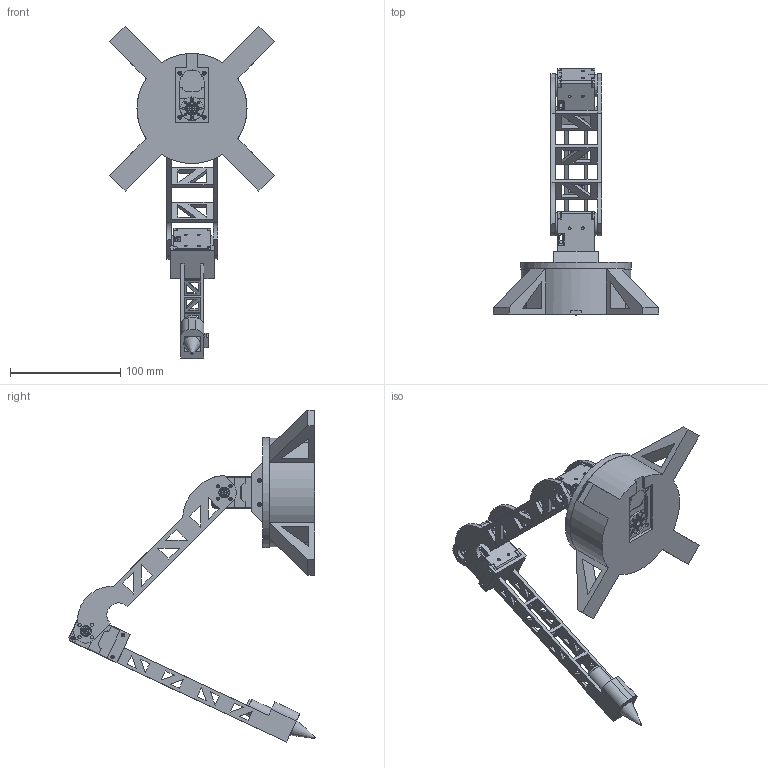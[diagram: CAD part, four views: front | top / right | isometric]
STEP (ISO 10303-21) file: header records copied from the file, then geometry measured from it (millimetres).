
FILE_DESCRIPTION(/* description */ (''),/* implementation_level */ '2;1');
FILE_NAME(/* name */ 'SeminarModel.step',/* time_stamp */ '2025-05-16T14:01:10+02:00',/* author */ (''),/* organization */ (''),/* preprocessor_version */ 'ST-DEVELOPER v20.1',/* originating_system */ 'Autodesk Translation Framework v14.4.0.0',/* authorisation */ '');
FILE_SCHEMA (('AUTOMOTIVE_DESIGN { 1 0 10303 214 3 1 1 }'));
Length unit declared in the file: millimetre
Products named in the file (18): Seminar; DC11_A01_DUMMY_ASM; SeminarBase; SeminarLink90; DC11_A01_DUMMY_ASM_1; SeminarLinkRR; DC11_A01_DUMMY_ASM_2; DC11_A01_DUMMY; DX124_SCREW-COVER; DC11_A01_CASE_CVR_DUMMY; DC11_A01_IDLER_DUMMY; DC11_A01_IDLER_CAP_DUMMY; DC11_A01_IDLER_SCREW; B3B-EH; FHS_M2_5X10; DC11_A01_SPACER_DUMMY; SeminarLinkMarker; SeminarMiniMarker
Assembly tree (80 placements, depth 3):
  Seminar
    DC11_A01_DUMMY_ASM
      DC11_A01_DUMMY
      DX124_SCREW-COVER
      B3B-EH  x2
      DC11_A01_CASE_CVR_DUMMY
      DC11_A01_IDLER_DUMMY
      DC11_A01_IDLER_CAP_DUMMY
      DC11_A01_IDLER_SCREW
      FHS_M2_5X10  x8
      DC11_A01_SPACER_DUMMY  x8
    SeminarBase
    SeminarLink90
    DC11_A01_DUMMY_ASM_1
      DC11_A01_DUMMY
      DX124_SCREW-COVER
      B3B-EH  x2
      DC11_A01_CASE_CVR_DUMMY
      DC11_A01_IDLER_DUMMY
      DC11_A01_IDLER_CAP_DUMMY
      DC11_A01_IDLER_SCREW
      FHS_M2_5X10  x8
      DC11_A01_SPACER_DUMMY  x8
    SeminarLinkRR
    DC11_A01_DUMMY_ASM_2
      DC11_A01_DUMMY
      DX124_SCREW-COVER
      B3B-EH  x2
      DC11_A01_CASE_CVR_DUMMY
      DC11_A01_IDLER_DUMMY
      DC11_A01_IDLER_CAP_DUMMY
      DC11_A01_IDLER_SCREW
      FHS_M2_5X10  x8
      DC11_A01_SPACER_DUMMY  x8
    SeminarLinkMarker
    SeminarMiniMarker
Bounding box: 149.97 x 223.82 x 301.71 mm (x, y, z)
Volume: 408602.8 mm3; surface area: 193990.5 mm2
Topology: 80 solids, 113 shells, 3743 faces, 9952 edges, 6558 vertices
Faces by surface type: plane 2509, cylinder 896, cone 328, bspline 4, torus 3, sphere 3
Full cylindrical faces by diameter (mm): 1.6 x6, 1.7 x24, 2 x27, 2.05 x24, 2.1 x48, 2.5 x42, 2.6 x24, 2.8 x3, 3 x26, 3.2 x10, 3.5 x7, 5 x30, 8 x3, 10 x5, 10.2 x3, 12.2 x3, 13 x1, 15 x1, 20.5 x6, 22 x2, 100 x1
Entity records: 33021 total; most frequent: CARTESIAN_POINT 5983, DIRECTION 5505, ORIENTED_EDGE 5336, EDGE_CURVE 2717, LINE 2007, VECTOR 2007, VERTEX_POINT 1799, AXIS2_PLACEMENT_3D 1749
